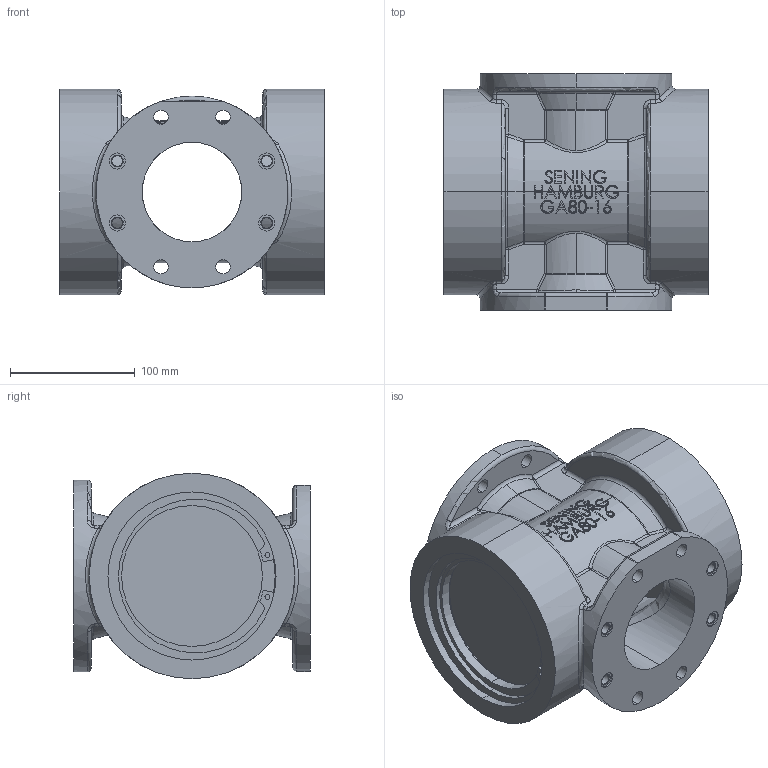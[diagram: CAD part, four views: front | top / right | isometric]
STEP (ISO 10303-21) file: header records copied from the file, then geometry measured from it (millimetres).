
FILE_DESCRIPTION (( 'STEP AP214' ), '1' );
FILE_NAME ('GA80-16_19902.STEP', '2014-06-18T05:14:28', ( 'Admin2' ), ( '' ), 'SwSTEP 2.0', 'SolidWorks 2010', '' );
FILE_SCHEMA (( 'AUTOMOTIVE_DESIGN' ));
Length unit declared in the file: millimetre
Products named in the file (1): GA80-16_19902
Bounding box: 212 x 190 x 165 mm (x, y, z)
Surface area: 315266.4 mm2 (no closed solid volume)
Topology: 0 solids, 41 shells, 660 faces, 1858 edges, 1226 vertices
Faces by surface type: cylinder 210, bspline 181, plane 163, sphere 42, torus 36, cone 28
Entity records: 41142 total; most frequent: CARTESIAN_POINT 18312, ORIENTED_EDGE 3135, DIRECTION 2974, EDGE_CURVE 1848, VERTEX_POINT 1226, AXIS2_PLACEMENT_3D 1126, EDGE_LOOP 724, LINE 722
